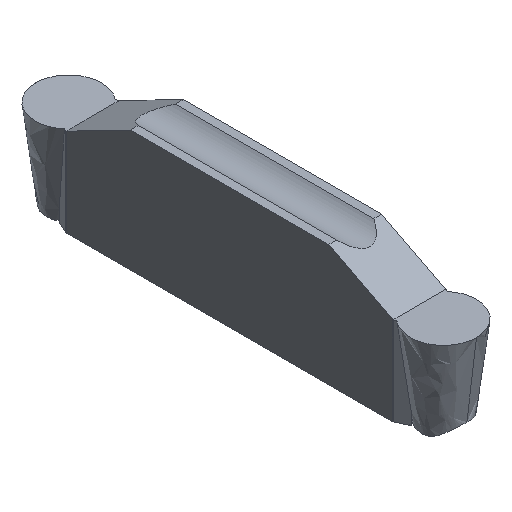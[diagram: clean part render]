
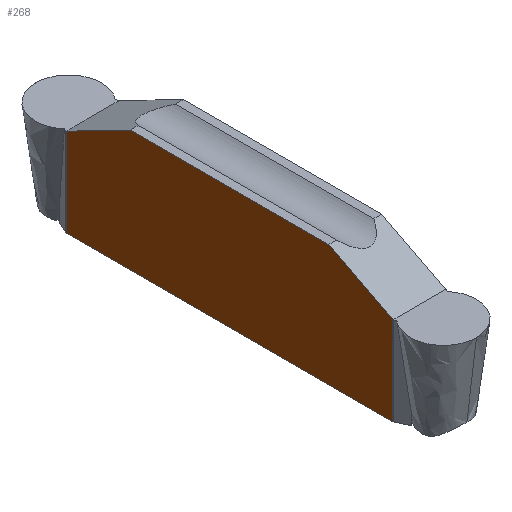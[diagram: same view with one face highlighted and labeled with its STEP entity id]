
A CAD part, isometric view. The second image highlights one B-rep face of the part: STEP entity #268.
In plain terms, the highlighted planar face has unit normal (-1, 0, 0).
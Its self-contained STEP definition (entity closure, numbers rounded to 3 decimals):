
#218=AXIS2_PLACEMENT_3D('Plane Axis2P3D',#215,#216,#217) ;
#106=CARTESIAN_POINT('Vertex',(-1.2,2.589,0.)) ;
#215=CARTESIAN_POINT('Axis2P3D Location',(-1.2,2.589,0.)) ;
#220=CARTESIAN_POINT('Line Origine',(-1.2,4.044,0.75)) ;
#224=CARTESIAN_POINT('Vertex',(-1.2,5.5,1.5)) ;
#227=CARTESIAN_POINT('Line Origine',(-1.2,10.,1.5)) ;
#231=CARTESIAN_POINT('Vertex',(-1.2,14.5,1.5)) ;
#234=CARTESIAN_POINT('Line Origine',(-1.2,15.956,0.75)) ;
#238=CARTESIAN_POINT('Vertex',(-1.2,17.411,0.)) ;
#241=CARTESIAN_POINT('Line Origine',(-1.2,17.411,-2.)) ;
#245=CARTESIAN_POINT('Vertex',(-1.2,17.411,-4.)) ;
#248=CARTESIAN_POINT('Line Origine',(-1.2,10.,-4.)) ;
#252=CARTESIAN_POINT('Vertex',(-1.2,2.589,-4.)) ;
#255=CARTESIAN_POINT('Line Origine',(-1.2,2.589,-2.)) ;
#216=DIRECTION('Axis2P3D Direction',(1.,0.,0.)) ;
#217=DIRECTION('Axis2P3D XDirection',(0.,1.,0.)) ;
#221=DIRECTION('Vector Direction',(0.,0.889,0.458)) ;
#228=DIRECTION('Vector Direction',(0.,-1.,0.)) ;
#235=DIRECTION('Vector Direction',(0.,-0.889,0.458)) ;
#242=DIRECTION('Vector Direction',(0.,0.,1.)) ;
#249=DIRECTION('Vector Direction',(0.,1.,0.)) ;
#256=DIRECTION('Vector Direction',(0.,0.,1.)) ;
#222=VECTOR('Line Direction',#221,1.) ;
#229=VECTOR('Line Direction',#228,1.) ;
#236=VECTOR('Line Direction',#235,1.) ;
#243=VECTOR('Line Direction',#242,1.) ;
#250=VECTOR('Line Direction',#249,1.) ;
#257=VECTOR('Line Direction',#256,1.) ;
#261=ORIENTED_EDGE('',*,*,#226,.T.) ;
#262=ORIENTED_EDGE('',*,*,#233,.T.) ;
#263=ORIENTED_EDGE('',*,*,#240,.F.) ;
#264=ORIENTED_EDGE('',*,*,#247,.F.) ;
#265=ORIENTED_EDGE('',*,*,#254,.F.) ;
#266=ORIENTED_EDGE('',*,*,#259,.T.) ;
#268=ADVANCED_FACE('CUT',(#267),#219,.F.) ;
#226=EDGE_CURVE('',#107,#225,#223,.T.) ;
#233=EDGE_CURVE('',#225,#232,#230,.F.) ;
#240=EDGE_CURVE('',#239,#232,#237,.T.) ;
#247=EDGE_CURVE('',#246,#239,#244,.T.) ;
#254=EDGE_CURVE('',#253,#246,#251,.T.) ;
#259=EDGE_CURVE('',#253,#107,#258,.T.) ;
#260=EDGE_LOOP('',(#261,#262,#263,#264,#265,#266)) ;
#267=FACE_OUTER_BOUND('',#260,.T.) ;
#223=LINE('Line',#220,#222) ;
#230=LINE('Line',#227,#229) ;
#237=LINE('Line',#234,#236) ;
#244=LINE('Line',#241,#243) ;
#251=LINE('Line',#248,#250) ;
#258=LINE('Line',#255,#257) ;
#219=PLANE('',#218) ;
#107=VERTEX_POINT('',#106) ;
#225=VERTEX_POINT('',#224) ;
#232=VERTEX_POINT('',#231) ;
#239=VERTEX_POINT('',#238) ;
#246=VERTEX_POINT('',#245) ;
#253=VERTEX_POINT('',#252) ;
